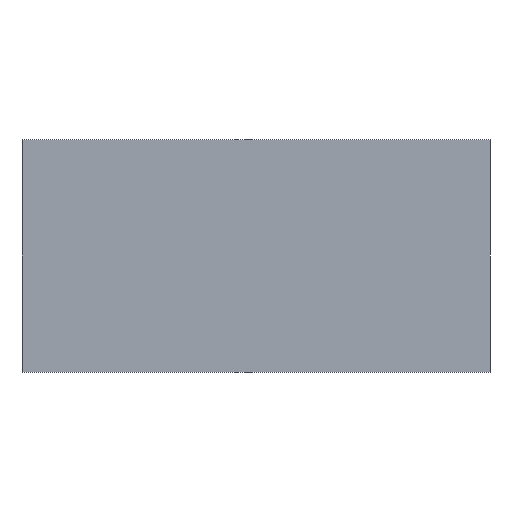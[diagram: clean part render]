
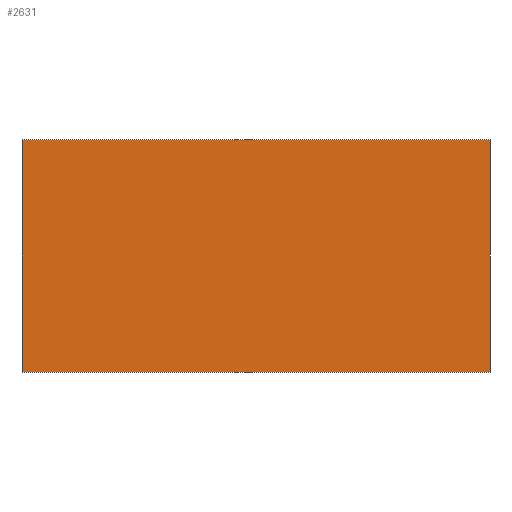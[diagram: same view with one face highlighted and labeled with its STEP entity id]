
A CAD part, left-side view. The second image highlights one B-rep face of the part: STEP entity #2631.
In plain terms, the highlighted planar face has unit normal (-1, 0, 0).
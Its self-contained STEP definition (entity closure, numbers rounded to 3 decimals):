
#2 = DIRECTION ( 'NONE',  ( 1., 0., 0. ) ) ;
#373 = VERTEX_POINT ( 'NONE', #2431 ) ;
#514 = VECTOR ( 'NONE', #2563, 1000. ) ;
#729 = AXIS2_PLACEMENT_3D ( 'NONE', #3151, #2, #1065 ) ;
#1065 = DIRECTION ( 'NONE',  ( 0., 1., 0. ) ) ;
#1151 = VERTEX_POINT ( 'NONE', #1252 ) ;
#1252 = CARTESIAN_POINT ( 'NONE',  ( -10.909, 15.443, 3.835 ) ) ;
#1284 = DIRECTION ( 'NONE',  ( 0., 0., 1. ) ) ;
#1309 = ORIENTED_EDGE ( 'NONE', *, *, #2049, .T. ) ;
#1326 = EDGE_CURVE ( 'NONE', #373, #1676, #1804, .T. ) ;
#1338 = FACE_OUTER_BOUND ( 'NONE', #2676, .T. ) ;
#1389 = LINE ( 'NONE', #2646, #2580 ) ;
#1458 = DIRECTION ( 'NONE',  ( 0., -1., 0. ) ) ;
#1606 = ORIENTED_EDGE ( 'NONE', *, *, #3333, .F. ) ;
#1641 = EDGE_CURVE ( 'NONE', #2185, #1151, #2003, .T. ) ;
#1676 = VERTEX_POINT ( 'NONE', #1828 ) ;
#1718 = VECTOR ( 'NONE', #1458, 1000. ) ;
#1804 = LINE ( 'NONE', #2897, #2568 ) ;
#1828 = CARTESIAN_POINT ( 'NONE',  ( -10.909, 0., 3.835 ) ) ;
#2003 = LINE ( 'NONE', #3083, #514 ) ;
#2049 = EDGE_CURVE ( 'NONE', #2185, #373, #2051, .T. ) ;
#2051 = LINE ( 'NONE', #2256, #1718 ) ;
#2081 = PLANE ( 'NONE',  #729 ) ;
#2185 = VERTEX_POINT ( 'NONE', #2946 ) ;
#2256 = CARTESIAN_POINT ( 'NONE',  ( -10.909, 15.443, -3.835 ) ) ;
#2431 = CARTESIAN_POINT ( 'NONE',  ( -10.909, 0., -3.835 ) ) ;
#2434 = ORIENTED_EDGE ( 'NONE', *, *, #1326, .T. ) ;
#2563 = DIRECTION ( 'NONE',  ( 0., 0., 1. ) ) ;
#2568 = VECTOR ( 'NONE', #1284, 1000. ) ;
#2580 = VECTOR ( 'NONE', #3148, 1000. ) ;
#2631 = ADVANCED_FACE ( 'NONE', ( #1338 ), #2081, .F. ) ;
#2646 = CARTESIAN_POINT ( 'NONE',  ( -10.909, 15.443, 3.835 ) ) ;
#2676 = EDGE_LOOP ( 'NONE', ( #2434, #1606, #2953, #1309 ) ) ;
#2897 = CARTESIAN_POINT ( 'NONE',  ( -10.909, 0., 3.835 ) ) ;
#2946 = CARTESIAN_POINT ( 'NONE',  ( -10.909, 15.443, -3.835 ) ) ;
#2953 = ORIENTED_EDGE ( 'NONE', *, *, #1641, .F. ) ;
#3083 = CARTESIAN_POINT ( 'NONE',  ( -10.909, 15.443, 3.835 ) ) ;
#3148 = DIRECTION ( 'NONE',  ( 0., -1., 0. ) ) ;
#3151 = CARTESIAN_POINT ( 'NONE',  ( -10.909, 15.443, 3.835 ) ) ;
#3333 = EDGE_CURVE ( 'NONE', #1151, #1676, #1389, .T. ) ;
